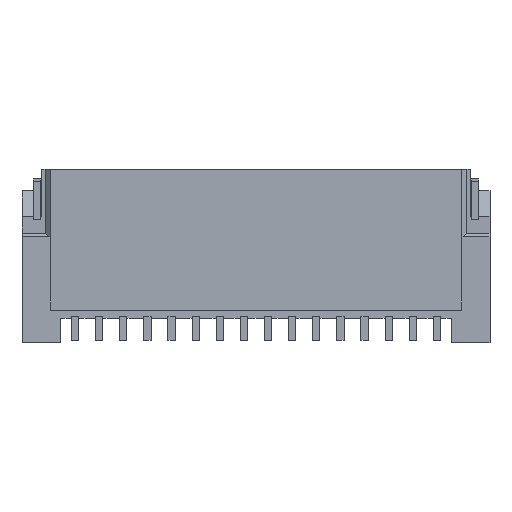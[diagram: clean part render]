
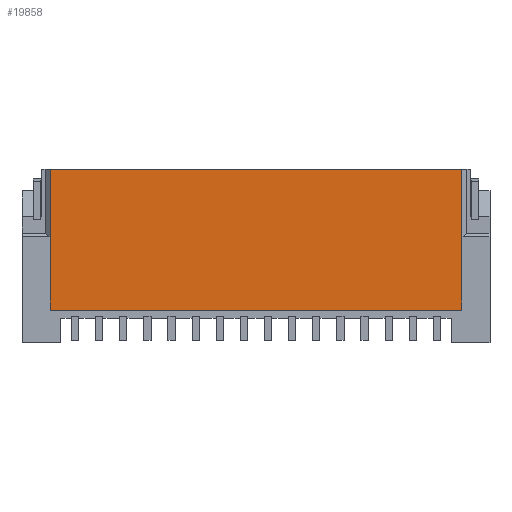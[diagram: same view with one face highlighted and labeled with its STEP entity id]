
A CAD part, front view. The second image highlights one B-rep face of the part: STEP entity #19858.
In plain terms, the highlighted planar face has unit normal (0, -1, 0).
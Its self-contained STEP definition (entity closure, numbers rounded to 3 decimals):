
#7115=DIRECTION('',(0.,0.,1.));
#7116=VECTOR('',#7115,1.52);
#7117=CARTESIAN_POINT('',(4.26,0.,-2.92));
#7118=LINE('',#7117,#7116);
#7119=DIRECTION('',(-1.,0.,0.));
#7120=VECTOR('',#7119,8.52);
#7121=CARTESIAN_POINT('',(4.26,0.,-2.92));
#7122=LINE('',#7121,#7120);
#7123=DIRECTION('',(0.,0.,1.));
#7124=VECTOR('',#7123,1.52);
#7125=CARTESIAN_POINT('',(-4.26,0.,-2.92));
#7126=LINE('',#7125,#7124);
#7127=DIRECTION('',(0.,0.,-1.));
#7128=VECTOR('',#7127,1.4);
#7129=CARTESIAN_POINT('',(-4.26,0.,0.));
#7130=LINE('',#7129,#7128);
#7131=DIRECTION('',(1.,0.,0.));
#7132=VECTOR('',#7131,8.52);
#7133=CARTESIAN_POINT('',(-4.26,0.,0.));
#7134=LINE('',#7133,#7132);
#7135=DIRECTION('',(0.,0.,-1.));
#7136=VECTOR('',#7135,1.4);
#7137=CARTESIAN_POINT('',(4.26,0.,0.));
#7138=LINE('',#7137,#7136);
#7339=CARTESIAN_POINT('',(4.26,0.,0.));
#7340=VERTEX_POINT('',#7339);
#7341=CARTESIAN_POINT('',(-4.26,0.,0.));
#7343=VERTEX_POINT('',#7341);
#7427=CARTESIAN_POINT('',(4.26,0.,-2.92));
#7428=CARTESIAN_POINT('',(4.26,0.,-1.4));
#7429=VERTEX_POINT('',#7427);
#7430=VERTEX_POINT('',#7428);
#7431=CARTESIAN_POINT('',(-4.26,0.,-1.4));
#7432=VERTEX_POINT('',#7431);
#7599=CARTESIAN_POINT('',(-4.26,0.,-2.92));
#7600=VERTEX_POINT('',#7599);
#19841=CARTESIAN_POINT('',(-4.85,0.,0.));
#19842=DIRECTION('',(0.,-1.,0.));
#19843=DIRECTION('',(0.,0.,-1.));
#19844=AXIS2_PLACEMENT_3D('',#19841,#19842,#19843);
#19845=PLANE('',#19844);
#19847=ORIENTED_EDGE('',*,*,#19846,.F.);
#19849=ORIENTED_EDGE('',*,*,#19848,.T.);
#19851=ORIENTED_EDGE('',*,*,#19850,.T.);
#19852=ORIENTED_EDGE('',*,*,#19830,.F.);
#19853=ORIENTED_EDGE('',*,*,#13272,.T.);
#19855=ORIENTED_EDGE('',*,*,#19854,.T.);
#19856=EDGE_LOOP('',(#19847,#19849,#19851,#19852,#19853,#19855));
#19857=FACE_OUTER_BOUND('',#19856,.F.);
#19858=ADVANCED_FACE('',(#19857),#19845,.T.);
#13272=EDGE_CURVE('',#7343,#7340,#7134,.T.);
#19830=EDGE_CURVE('',#7343,#7432,#7130,.T.);
#19846=EDGE_CURVE('',#7429,#7430,#7118,.T.);
#19848=EDGE_CURVE('',#7429,#7600,#7122,.T.);
#19850=EDGE_CURVE('',#7600,#7432,#7126,.T.);
#19854=EDGE_CURVE('',#7340,#7430,#7138,.T.);
